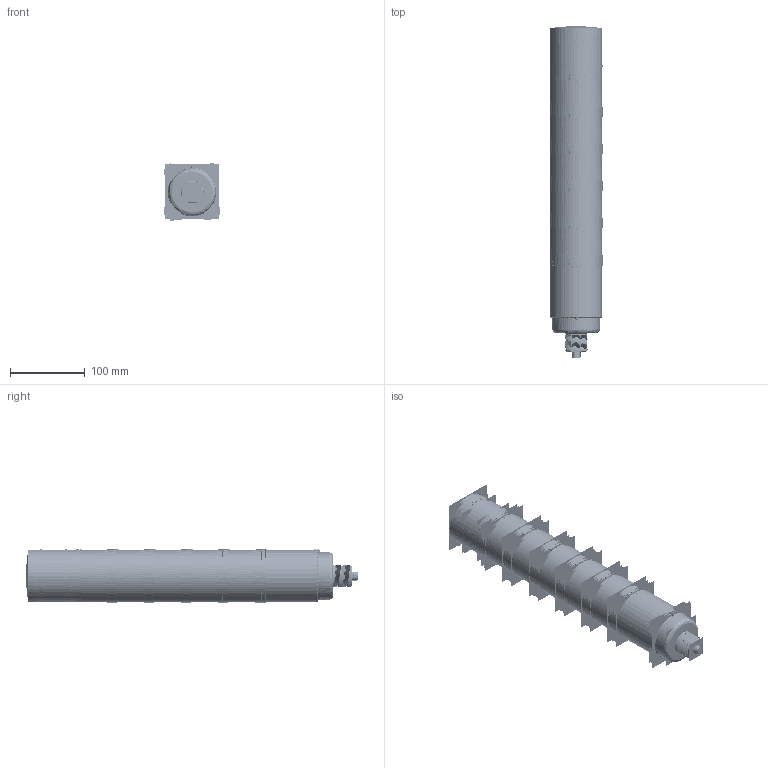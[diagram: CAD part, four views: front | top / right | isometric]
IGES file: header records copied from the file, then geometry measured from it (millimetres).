
Start section:  PTC IGES file: 191420.igs
Global section: file name: 191420.igs; native system: Creo Parametric by PTC Inc.; preprocessor: 2019292; author: PDMAdmin; organization: Unknown; date: 20210716.131857; units: millimetre
Bounding box: 76.13 x 444.19 x 77.53 mm (x, y, z)
Volume: 400985.9 mm3; surface area: 2222550.3 mm2
Topology: 16 solids, 22 shells, 8876 faces, 43609 edges, 54442 vertices
Faces by surface type: revolution 4514, bspline 4318, extrusion 44
